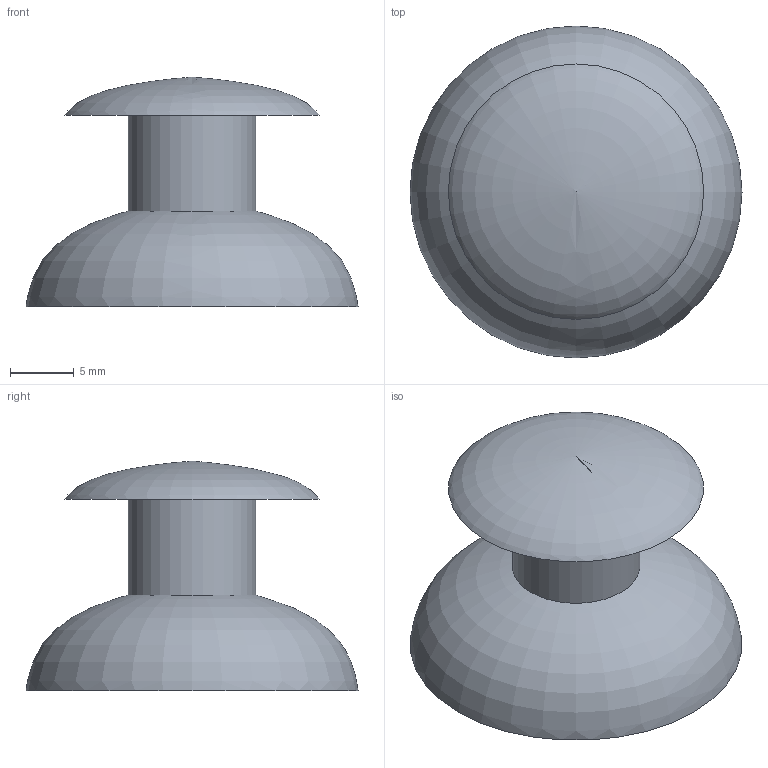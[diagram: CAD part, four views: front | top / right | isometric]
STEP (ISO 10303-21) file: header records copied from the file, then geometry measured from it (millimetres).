
FILE_DESCRIPTION(/* description */ (''),/* implementation_level */ '2;1');
FILE_NAME(/* name */ 'joystick_head.step',/* time_stamp */ '2023-01-29T11:36:33+09:00',/* author */ (''),/* organization */ (''),/* preprocessor_version */ 'ST-DEVELOPER v19.2',/* originating_system */ 'Autodesk Translation Framework v11.17.0.187',/* authorisation */ '');
FILE_SCHEMA (('AUTOMOTIVE_DESIGN { 1 0 10303 214 3 1 1 }'));
Length unit declared in the file: millimetre
Products named in the file (1): 無題
Bounding box: 26 x 26 x 18 mm (x, y, z)
Volume: 4007.5 mm3; surface area: 2086.5 mm2
Topology: 1 solids, 1 shells, 5 faces, 9 edges, 6 vertices
Faces by surface type: bspline 2, plane 2, cylinder 1
Full cylindrical faces by diameter (mm): 10 x1
Entity records: 445 total; most frequent: CARTESIAN_POINT 316, DIRECTION 19, ORIENTED_EDGE 16, AXIS2_PLACEMENT_3D 9, EDGE_CURVE 8, EDGE_LOOP 6, VERTEX_POINT 6, FACE_OUTER_BOUND 5
